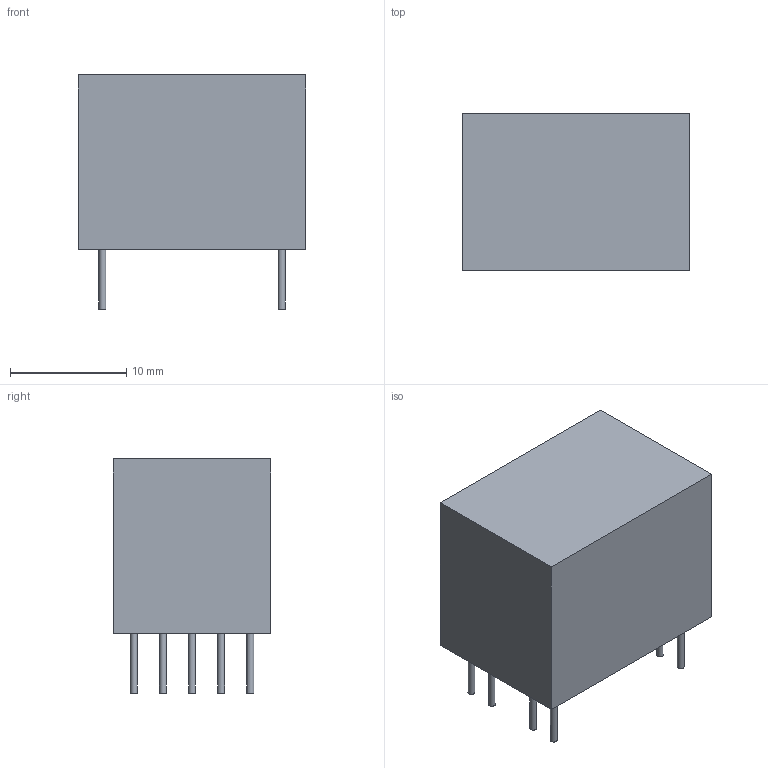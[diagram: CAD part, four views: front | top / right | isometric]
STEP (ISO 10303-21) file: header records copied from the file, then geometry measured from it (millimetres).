
FILE_DESCRIPTION(('FreeCAD Model'),'2;1');
FILE_NAME('6051474.1.5.stp','2020-04-11T22:46:09',( 'Author'),(''),'Open CASCADE STEP processor 6.9','FreeCAD','Unknown' );
FILE_SCHEMA(('AUTOMOTIVE_DESIGN { 1 0 10303 214 1 1 1 1 }'));
Length unit declared in the file: millimetre
Products named in the file (3): ASSEMBLY; Body; Leads
Assembly tree (10 placements, depth 2):
  ASSEMBLY
    Body
    Leads  x9
Bounding box: 19.5 x 13.5 x 20.1 mm (x, y, z)
Volume: 4065.6 mm3; surface area: 2341 mm2
Topology: 82 solids, 82 shells, 249 faces, 255 edges, 170 vertices
Faces by surface type: plane 168, cylinder 81
Full cylindrical faces by diameter (mm): 0.6 x81
Entity records: 1344 total; most frequent: DIRECTION 223, CARTESIAN_POINT 187, LINE 81, VECTOR 81, ORIENTED_EDGE 78, PCURVE 78, DEFINITIONAL_REPRESENTATION 78, AXIS2_PLACEMENT_3D 62
